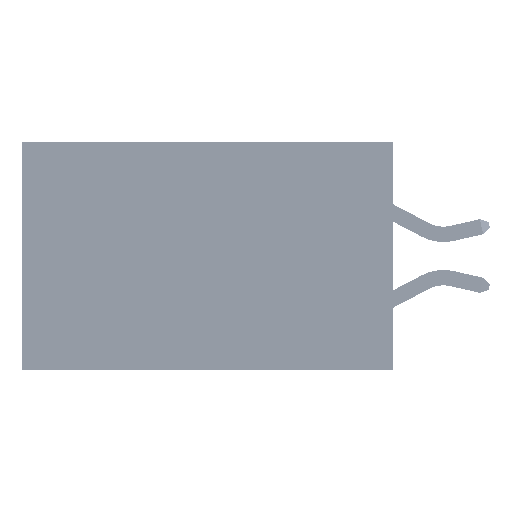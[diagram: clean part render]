
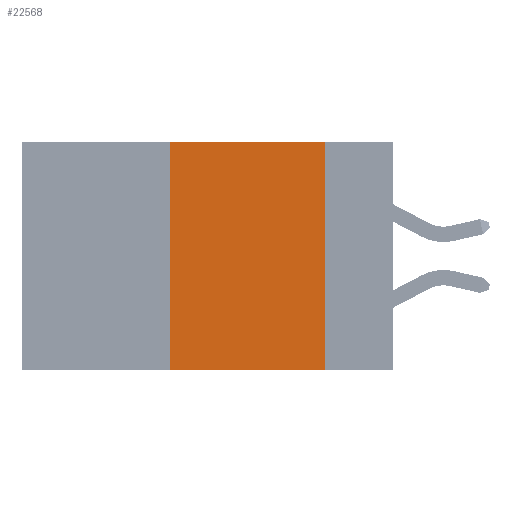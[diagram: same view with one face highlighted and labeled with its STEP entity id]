
A CAD part, left-side view. The second image highlights one B-rep face of the part: STEP entity #22568.
In plain terms, the highlighted planar face has unit normal (-1, 0, 0).
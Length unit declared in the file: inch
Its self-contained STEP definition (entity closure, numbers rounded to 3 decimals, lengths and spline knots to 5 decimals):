
#189 = CARTESIAN_POINT ( 'NONE',  ( 0., 0.11, 0. ) ) ;
#4009 = CARTESIAN_POINT ( 'NONE',  ( 0., 0.6, 0. ) ) ;
#4646 = LINE ( 'NONE', #189, #34252 ) ;
#7710 = VERTEX_POINT ( 'NONE', #46446 ) ;
#7813 = CARTESIAN_POINT ( 'NONE',  ( 0., 0.6, -0.37 ) ) ;
#8419 = VECTOR ( 'NONE', #49008, 39.37008 ) ;
#9818 = LINE ( 'NONE', #7813, #45722 ) ;
#10013 = ORIENTED_EDGE ( 'NONE', *, *, #46158, .F. ) ;
#10117 = ORIENTED_EDGE ( 'NONE', *, *, #51753, .F. ) ;
#15922 = CARTESIAN_POINT ( 'NONE',  ( 0., 0.6, 0. ) ) ;
#16181 = LINE ( 'NONE', #4009, #18735 ) ;
#16451 = DIRECTION ( 'NONE',  ( 0., 0., -1. ) ) ;
#18735 = VECTOR ( 'NONE', #31818, 39.37008 ) ;
#19091 = ORIENTED_EDGE ( 'NONE', *, *, #23392, .F. ) ;
#20018 = DIRECTION ( 'NONE',  ( 1., 0., 0. ) ) ;
#20462 = CARTESIAN_POINT ( 'NONE',  ( 0., 0.11, 0. ) ) ;
#21254 = CARTESIAN_POINT ( 'NONE',  ( 0., 0.36, 0. ) ) ;
#22568 = ADVANCED_FACE ( 'NONE', ( #41898 ), #23899, .F. ) ;
#23392 = EDGE_CURVE ( 'NONE', #41204, #40852, #4646, .T. ) ;
#23721 = DIRECTION ( 'NONE',  ( 0., -1., 0. ) ) ;
#23899 = PLANE ( 'NONE',  #32663 ) ;
#27418 = CARTESIAN_POINT ( 'NONE',  ( 0., 0.36, -0.37 ) ) ;
#27834 = EDGE_CURVE ( 'NONE', #47589, #40852, #9818, .T. ) ;
#29931 = ORIENTED_EDGE ( 'NONE', *, *, #27834, .T. ) ;
#31818 = DIRECTION ( 'NONE',  ( 0., -1., 0. ) ) ;
#32663 = AXIS2_PLACEMENT_3D ( 'NONE', #15922, #20018, #16451 ) ;
#34252 = VECTOR ( 'NONE', #40168, 39.37008 ) ;
#38877 = CARTESIAN_POINT ( 'NONE',  ( 0., 0.11, -0.37 ) ) ;
#40168 = DIRECTION ( 'NONE',  ( 0., 0., -1. ) ) ;
#40852 = VERTEX_POINT ( 'NONE', #38877 ) ;
#41197 = LINE ( 'NONE', #21254, #8419 ) ;
#41204 = VERTEX_POINT ( 'NONE', #20462 ) ;
#41898 = FACE_OUTER_BOUND ( 'NONE', #43608, .T. ) ;
#43608 = EDGE_LOOP ( 'NONE', ( #19091, #10117, #10013, #29931 ) ) ;
#45722 = VECTOR ( 'NONE', #23721, 39.37008 ) ;
#46158 = EDGE_CURVE ( 'NONE', #47589, #7710, #41197, .T. ) ;
#46446 = CARTESIAN_POINT ( 'NONE',  ( 0., 0.36, 0. ) ) ;
#47589 = VERTEX_POINT ( 'NONE', #27418 ) ;
#49008 = DIRECTION ( 'NONE',  ( 0., 0., 1. ) ) ;
#51753 = EDGE_CURVE ( 'NONE', #7710, #41204, #16181, .T. ) ;
